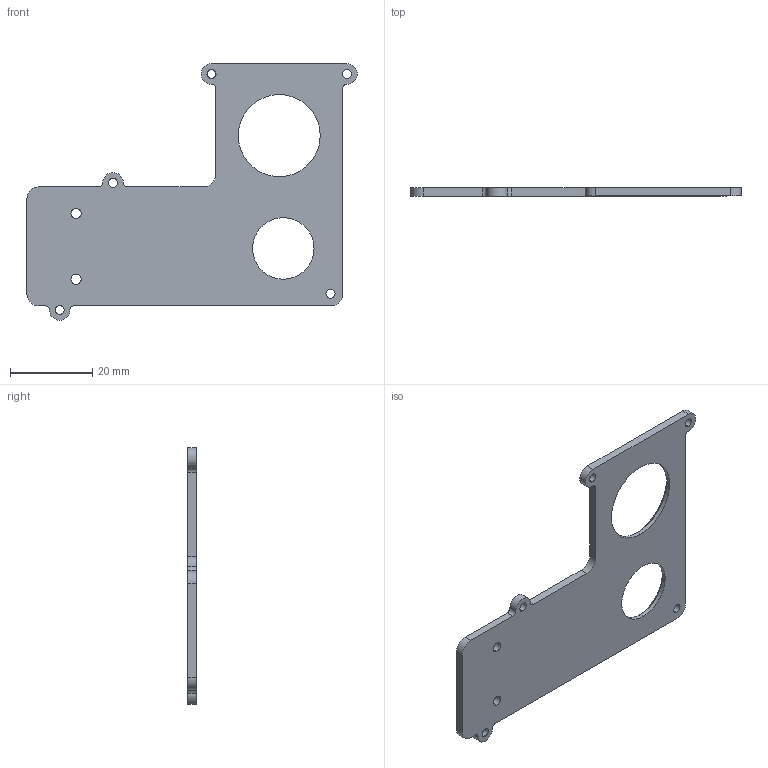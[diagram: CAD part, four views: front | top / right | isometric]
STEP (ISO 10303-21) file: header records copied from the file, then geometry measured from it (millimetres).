
FILE_DESCRIPTION (( 'STEP AP214' ), '1' );
FILE_NAME ('Tapa.STEP', '2025-12-02T23:43:41', ( '' ), ( '' ), 'SwSTEP 2.0', 'SolidWorks 2023', '' );
FILE_SCHEMA (( 'AUTOMOTIVE_DESIGN' ));
Length unit declared in the file: millimetre
Products named in the file (1): Tapa
Bounding box: 80.5 x 2 x 62.5 mm (x, y, z)
Volume: 5342.9 mm3; surface area: 6226 mm2
Topology: 1 solids, 1 shells, 47 faces, 131 edges, 86 vertices
Faces by surface type: cylinder 33, plane 10, cone 4
Entity records: 1602 total; most frequent: DIRECTION 297, CARTESIAN_POINT 265, ORIENTED_EDGE 262, EDGE_CURVE 131, AXIS2_PLACEMENT_3D 118, VERTEX_POINT 86, CIRCLE 70, EDGE_LOOP 65
